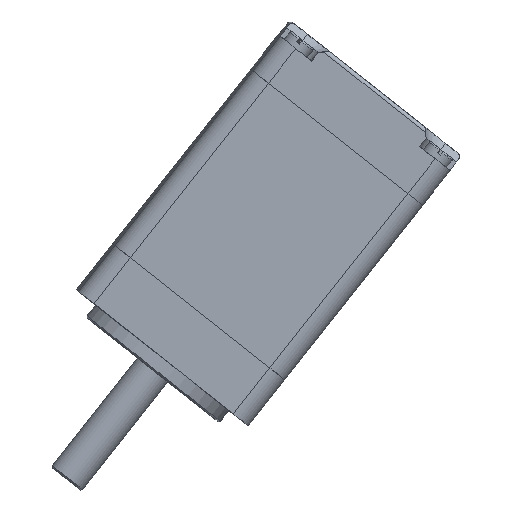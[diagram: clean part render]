
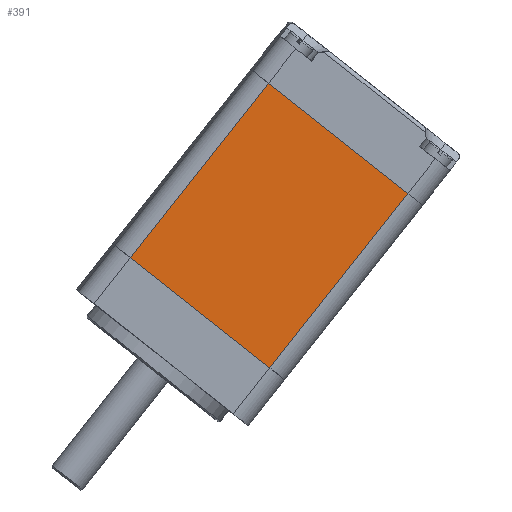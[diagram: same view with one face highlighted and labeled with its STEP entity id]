
A CAD part, front view. The second image highlights one B-rep face of the part: STEP entity #391.
In plain terms, the highlighted face is planar.
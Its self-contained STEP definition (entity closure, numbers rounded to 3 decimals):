
#142=CARTESIAN_POINT('',(-14.,11.5,-13.9));
#143=VERTEX_POINT('',#142);
#193=CARTESIAN_POINT('',(-14.,-11.5,-13.9));
#194=VERTEX_POINT('',#193);
#202=CARTESIAN_POINT('',(-14.,11.5,-13.9));
#203=DIRECTION('',(0.0,-1.0,0.0));
#204=VECTOR('',#203,23.);
#205=LINE('',#202,#204);
#206=EDGE_CURVE('',#143,#194,#205,.T.);
#350=CARTESIAN_POINT('',(-14.,-11.5,14.9));
#351=VERTEX_POINT('',#350);
#359=CARTESIAN_POINT('',(-14.,-11.5,-13.9));
#360=DIRECTION('',(0.0,0.0,1.0));
#361=VECTOR('',#360,28.8);
#362=LINE('',#359,#361);
#363=EDGE_CURVE('',#194,#351,#362,.T.);
#368=CARTESIAN_POINT('',(-14.,-11.5,0.0));
#369=DIRECTION('',(-1.0,0.0,0.0));
#370=DIRECTION('',(0.0,0.0,1.0));
#371=AXIS2_PLACEMENT_3D('',#368,#369,#370);
#372=PLANE('',#371);
#373=ORIENTED_EDGE('',*,*,#206,.T.);
#374=ORIENTED_EDGE('',*,*,#363,.T.);
#375=CARTESIAN_POINT('',(-14.,11.5,14.9));
#376=VERTEX_POINT('',#375);
#377=CARTESIAN_POINT('',(-14.,-11.5,14.9));
#378=DIRECTION('',(0.0,1.0,0.0));
#379=VECTOR('',#378,23.);
#380=LINE('',#377,#379);
#381=EDGE_CURVE('',#351,#376,#380,.T.);
#382=ORIENTED_EDGE('',*,*,#381,.T.);
#383=CARTESIAN_POINT('',(-14.,11.5,-13.9));
#384=DIRECTION('',(0.0,0.0,1.0));
#385=VECTOR('',#384,28.8);
#386=LINE('',#383,#385);
#387=EDGE_CURVE('',#143,#376,#386,.T.);
#388=ORIENTED_EDGE('',*,*,#387,.F.);
#389=EDGE_LOOP('',(#373,#374,#382,#388));
#390=FACE_OUTER_BOUND('',#389,.T.);
#391=ADVANCED_FACE('',(#390),#372,.T.);
